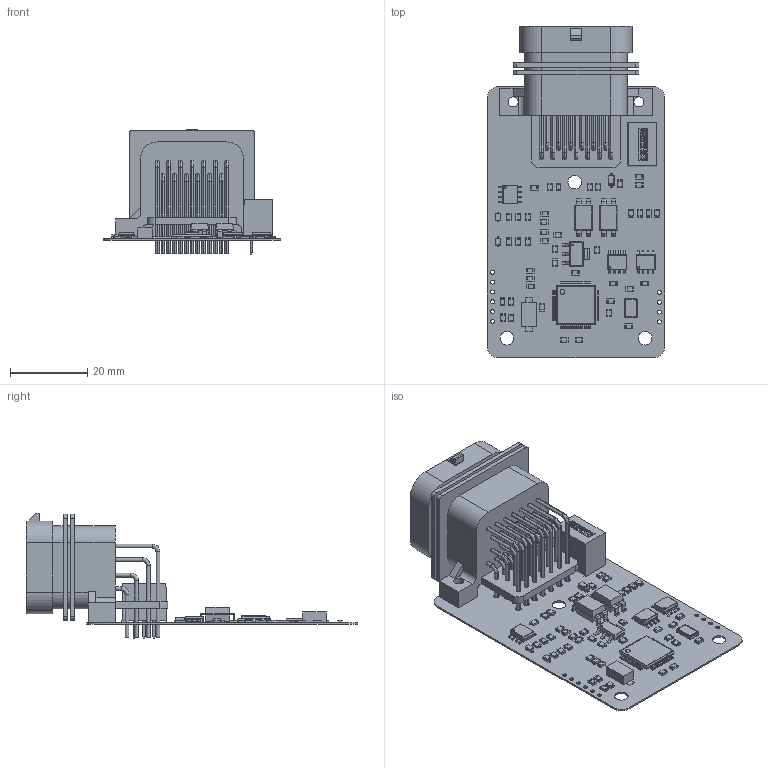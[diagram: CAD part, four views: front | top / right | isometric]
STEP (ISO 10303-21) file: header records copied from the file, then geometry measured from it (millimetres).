
FILE_DESCRIPTION(('Open CASCADE Model'),'2;1');
FILE_NAME('Open CASCADE Shape Model','2024-05-25T16:17:22',('Author'),( 'Open CASCADE'),'Open CASCADE STEP processor 7.5','Open CASCADE 7.5' ,'Unknown');
FILE_SCHEMA(('AUTOMOTIVE_DESIGN { 1 0 10303 214 1 1 1 1 }'));
Length unit declared in the file: millimetre
Products named in the file (93): PCB; Board; Open CASCADE STEP translator 7.5 1.1.1; Y1; 6237907808; Body; Pins; Cover; U2; 6237907008; U1; S1; 6237907328; R22; 6237907248; R21; 6237906848; R20; R19; R18; R17; 6237907088; R16; R15; R14; R13; R12; 6237909008; R11; R10; R9; R8; 6237907408; R7; R6; R5; R4; R3; R2; R1 ...
Assembly tree (132 placements, depth 4):
  PCB
    Board
      Open CASCADE STEP translator 7.5 1.1.1
    Y1
      6237907808
        Body
        Pins
        Cover
    U2
      6237907008
    U1
      6237907008
    S1
      6237907328
        Body
        Pins
    R22
      6237907248
    R21
      6237906848
    R20
      6237906848
    R19
      6237907248
    R18
      6237907248
    R17
      6237907088
    R16
      6237906848
    R15
      6237907248
    R14
      6237907248
    R13
      6237907088
    R12
      6237909008
    R11
      6237907248
    R10
      6237906848
    R9
      6237906848
    R8
      6237907408
    R7
      6237907408
    R6
      6237907248
    R5
      6237907248
    R4
      6237907248
    R3
      6237907088
    R2
      6237907408
    R1
      6237909008
Bounding box: 45.85 x 85.57 x 32.37 mm (x, y, z)
Volume: 9424.4 mm3; surface area: 19550.3 mm2
Topology: 274 solids, 274 shells, 5222 faces, 12226 edges, 7632 vertices
Faces by surface type: plane 3865, cylinder 1236, bspline 57, torus 52, sphere 8, cone 4
Full cylindrical faces by diameter (mm): 0.438 x1, 0.487 x3, 1.02 x10, 1.07 x3, 1.25 x1, 1.5 x26, 3.4 x2, 3.5 x3
Entity records: 81879 total; most frequent: CARTESIAN_POINT 14423, DIRECTION 13302, ORIENTED_EDGE 12962, EDGE_CURVE 6481, LINE 4874, VECTOR 4874, AXIS2_PLACEMENT_3D 4214, VERTEX_POINT 4190
